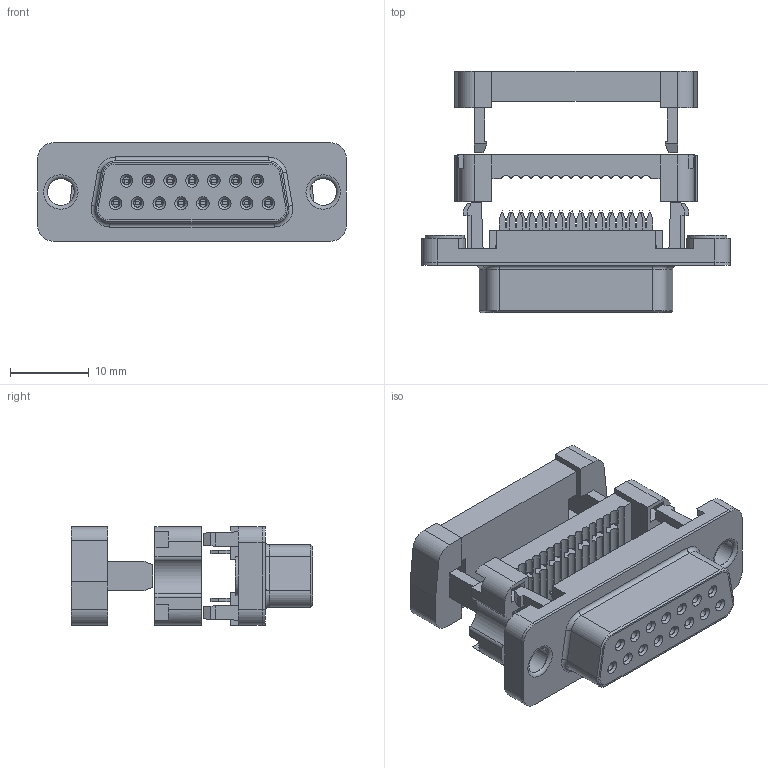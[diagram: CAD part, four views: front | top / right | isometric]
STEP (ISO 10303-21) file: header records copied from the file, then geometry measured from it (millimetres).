
FILE_DESCRIPTION(/* description */ ('Unknown'),/* implementation_level */ '2;1');
FILE_NAME(/* name */ '618015221923',/* time_stamp */ '2023-02-27T10:34:19+01:00',/* author */ ('Unknown'),/* organization */ ('Unknown'),/* preprocessor_version */ 'ST-DEVELOPER v16.7',/* originating_system */ 'Solid Edge',/* authorisation */ 'Unknown');
FILE_SCHEMA (('AUTOMOTIVE_DESIGN {1 0 10303 214 3 1 1}'));
Length unit declared in the file: millimetre
Products named in the file (21): 6180xx221923; 618015221923; 6180xx221923_PIN; 6180xx221923_PIN02; 6180xx221923_PIN08; 6180xx221923_PIN07; 6180xx221923_PIN04; 61801522x923_Pad; 6180xx221923_PIN06; 6180xx221923_PIN05; 6180xx221923_Rivet; 6180xx221923_PIN03; 6180xx221923_PIN20; 6180xx221923_PIN21; 6180xx221923_PIN22; 6180xx221923_PIN23; 6180xx221923_PIN24; 6180xx221923_PIN25; 6180xx221923_PIN26; 61801522x923_Strain Relief
Assembly tree (21 placements, depth 2):
  6180xx221923
    618015221923
    6180xx221923_PIN
    6180xx221923_PIN02
    6180xx221923_PIN08
    6180xx221923_PIN07
    6180xx221923_PIN04
    61801522x923_Pad
    6180xx221923_PIN06
    6180xx221923_PIN05
    6180xx221923_Rivet  x2
    618015221923
    6180xx221923_PIN03
    6180xx221923_PIN20
    6180xx221923_PIN21
    6180xx221923_PIN22
    6180xx221923_PIN23
    6180xx221923_PIN24
    6180xx221923_PIN25
    6180xx221923_PIN26
    61801522x923_Strain Relief
Bounding box: 39.2 x 30.6 x 12.5 mm (x, y, z)
Volume: 4697.3 mm3; surface area: 8134.9 mm2
Topology: 21 solids, 21 shells, 1597 faces, 4359 edges, 2795 vertices
Faces by surface type: plane 1256, cylinder 242, bspline 60, torus 20, cone 19
Full cylindrical faces by diameter (mm): 1 x15, 3.4 x2, 4 x2, 4.2 x2, 4.5 x2, 5 x2
Entity records: 56067 total; most frequent: CARTESIAN_POINT 9859, ORIENTED_EDGE 8568, DIRECTION 7916, EDGE_CURVE 4284, LINE 3514, VECTOR 3514, VERTEX_POINT 2768, AXIS2_PLACEMENT_3D 2201
